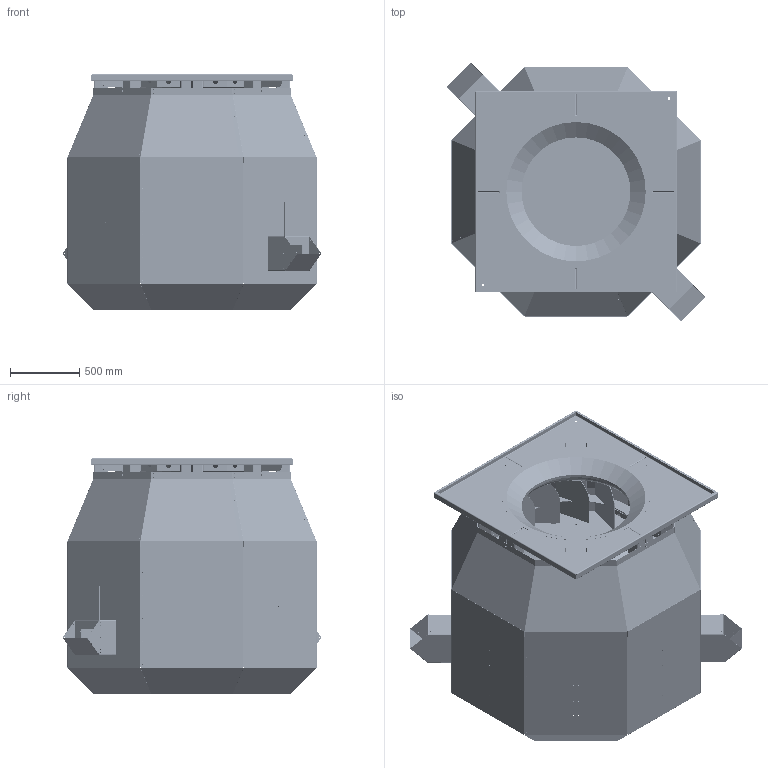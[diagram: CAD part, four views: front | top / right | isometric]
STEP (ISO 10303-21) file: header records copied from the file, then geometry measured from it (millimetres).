
FILE_DESCRIPTION(('STEP AP203'), '1');
FILE_NAME('薹陔 11,2鼯', '', ('UNSPECIFIED'), ('UNSPECIFIED'), 'ASCON STEP Converter 1.3', 'ASCON Math Kernel', '');
FILE_SCHEMA(('CONFIG_CONTROL_DESIGN'));
Length unit declared in the file: millimetre
Products named in the file (1): ÂÊÐÂê 11.2 (10) ÄÓ
Bounding box: 1875.74 x 1875.17 x 1705.08 mm (x, y, z)
Volume: 60003082.5 mm3; surface area: 57361375.3 mm2
Topology: 35 solids, 35 shells, 6233 faces, 16535 edges, 10171 vertices
Faces by surface type: plane 4202, cylinder 1983, bspline 28, extrusion 13, cone 5, torus 2
Full cylindrical faces by diameter (mm): 5 x921, 8.5 x60, 9.3 x54, 10.5 x8, 11.3 x27, 12 x16, 13.3 x8, 14 x8, 18 x27, 19 x69, 28 x4, 40 x4, 220 x1, 250 x2, 303 x1, 787.2 x1, 790 x1, 800 x1, 818 x1, 824 x1, 945.23 x1, 1010 x1, 1070 x1, 1120 x2
Entity records: 241522 total; most frequent: CARTESIAN_POINT 34918, DIRECTION 31513, ORIENTED_EDGE 30612, EDGE_CURVE 15306, VECTOR 10713, LINE 10700, AXIS2_PLACEMENT_3D 10400, VERTEX_POINT 10177
